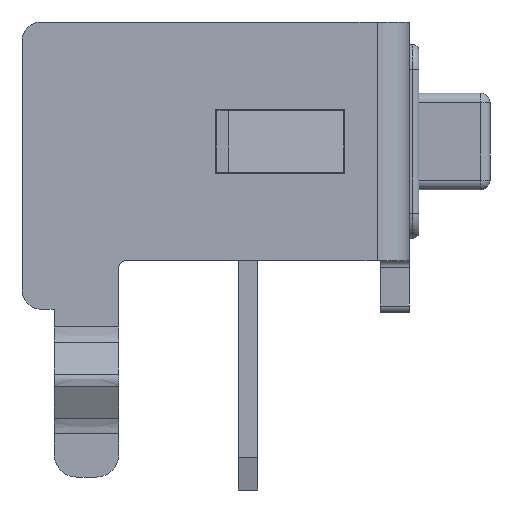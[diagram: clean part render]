
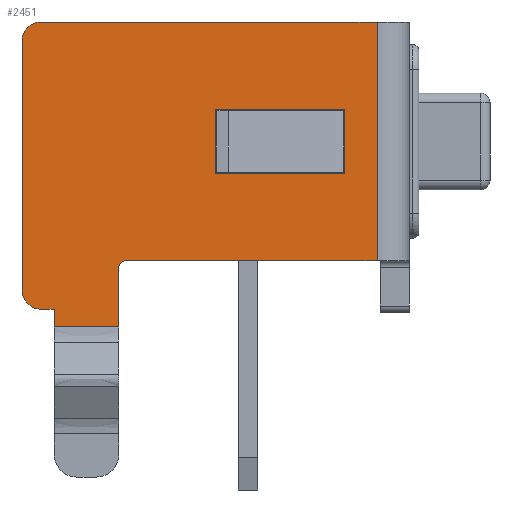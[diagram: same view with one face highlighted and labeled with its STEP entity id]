
A CAD part, left-side view. The second image highlights one B-rep face of the part: STEP entity #2451.
In plain terms, the highlighted planar face has unit normal (-1, 0, 0).
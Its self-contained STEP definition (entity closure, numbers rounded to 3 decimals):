
#27 = DIRECTION ( 'NONE',  ( 0., 0., -1. ) ) ;
#449 = VECTOR ( 'NONE', #641, 1000. ) ;
#468 = VERTEX_POINT ( 'NONE', #3123 ) ;
#469 = DIRECTION ( 'NONE',  ( 0., 0., -1. ) ) ;
#509 = DIRECTION ( 'NONE',  ( 1., 0., 0. ) ) ;
#641 = DIRECTION ( 'NONE',  ( 0., 0., 1. ) ) ;
#860 = EDGE_CURVE ( 'NONE', #10380, #468, #10220, .T. ) ;
#924 = CARTESIAN_POINT ( 'NONE',  ( -3.65, 3.2, 4.15 ) ) ;
#1017 = ORIENTED_EDGE ( 'NONE', *, *, #860, .T. ) ;
#1235 = ORIENTED_EDGE ( 'NONE', *, *, #9839, .F. ) ;
#1478 = PLANE ( 'NONE',  #13644 ) ;
#1584 = VECTOR ( 'NONE', #12312, 1000. ) ;
#1657 = CARTESIAN_POINT ( 'NONE',  ( -3.65, 3.5, 0. ) ) ;
#1668 = LINE ( 'NONE', #1934, #4171 ) ;
#1934 = CARTESIAN_POINT ( 'NONE',  ( -3.65, 0.5, 2.1 ) ) ;
#1958 = DIRECTION ( 'NONE',  ( 0., 0., -1. ) ) ;
#2062 = VECTOR ( 'NONE', #5184, 1000. ) ;
#2161 = DIRECTION ( 'NONE',  ( 0., 1., 0. ) ) ;
#2199 = ORIENTED_EDGE ( 'NONE', *, *, #8265, .F. ) ;
#2207 = VERTEX_POINT ( 'NONE', #12182 ) ;
#2279 = EDGE_CURVE ( 'NONE', #8654, #5277, #12500, .T. ) ;
#2430 = DIRECTION ( 'NONE',  ( 0., -1., 0. ) ) ;
#2435 = DIRECTION ( 'NONE',  ( 0., 0., 1. ) ) ;
#2451 = ADVANCED_FACE ( 'NONE', ( #12147, #6544 ), #1478, .F. ) ;
#2746 = DIRECTION ( 'NONE',  ( 0., 1., 0. ) ) ;
#3033 = CARTESIAN_POINT ( 'NONE',  ( -3.65, 3.5, 4.15 ) ) ;
#3123 = CARTESIAN_POINT ( 'NONE',  ( -3.65, 2., 0.65 ) ) ;
#3275 = CARTESIAN_POINT ( 'NONE',  ( -3.65, 0.5, 3.1 ) ) ;
#3290 = CARTESIAN_POINT ( 'NONE',  ( -3.65, 1.9, 0.75 ) ) ;
#3372 = VERTEX_POINT ( 'NONE', #4642 ) ;
#3537 = LINE ( 'NONE', #12686, #6334 ) ;
#3562 = LINE ( 'NONE', #10151, #449 ) ;
#3592 = VERTEX_POINT ( 'NONE', #4116 ) ;
#3652 = CARTESIAN_POINT ( 'NONE',  ( -3.65, -1.5, 3.1 ) ) ;
#3792 = VECTOR ( 'NONE', #4690, 1000. ) ;
#3933 = ORIENTED_EDGE ( 'NONE', *, *, #6465, .T. ) ;
#4106 = CARTESIAN_POINT ( 'NONE',  ( -3.65, 3., -0.275 ) ) ;
#4116 = CARTESIAN_POINT ( 'NONE',  ( -3.65, -1.5, 2.1 ) ) ;
#4171 = VECTOR ( 'NONE', #7255, 1000. ) ;
#4223 = EDGE_CURVE ( 'NONE', #10380, #8300, #10321, .T. ) ;
#4233 = DIRECTION ( 'NONE',  ( 0., 0., 1. ) ) ;
#4327 = CARTESIAN_POINT ( 'NONE',  ( -3.65, 3.2, 0.3 ) ) ;
#4341 = ORIENTED_EDGE ( 'NONE', *, *, #12629, .T. ) ;
#4387 = CARTESIAN_POINT ( 'NONE',  ( -3.65, -2., 0.75 ) ) ;
#4472 = VERTEX_POINT ( 'NONE', #8826 ) ;
#4642 = CARTESIAN_POINT ( 'NONE',  ( -3.65, -2., 4.45 ) ) ;
#4690 = DIRECTION ( 'NONE',  ( 0., 0., 1. ) ) ;
#4745 = CARTESIAN_POINT ( 'NONE',  ( -3.65, 3., -0.275 ) ) ;
#4751 = LINE ( 'NONE', #9812, #10025 ) ;
#4963 = LINE ( 'NONE', #3275, #13053 ) ;
#5008 = VERTEX_POINT ( 'NONE', #8071 ) ;
#5184 = DIRECTION ( 'NONE',  ( 0., 1., 0. ) ) ;
#5187 = CARTESIAN_POINT ( 'NONE',  ( -3.65, 3., 0. ) ) ;
#5277 = VERTEX_POINT ( 'NONE', #4387 ) ;
#5402 = EDGE_CURVE ( 'NONE', #13449, #11266, #8037, .T. ) ;
#5408 = DIRECTION ( 'NONE',  ( 0., 0., -1. ) ) ;
#5897 = ORIENTED_EDGE ( 'NONE', *, *, #9216, .F. ) ;
#5997 = CARTESIAN_POINT ( 'NONE',  ( -3.65, -2.5, 0.75 ) ) ;
#6032 = VECTOR ( 'NONE', #11509, 1000. ) ;
#6091 = ORIENTED_EDGE ( 'NONE', *, *, #4223, .F. ) ;
#6334 = VECTOR ( 'NONE', #4233, 1000. ) ;
#6465 = EDGE_CURVE ( 'NONE', #2207, #6571, #10167, .T. ) ;
#6510 = EDGE_LOOP ( 'NONE', ( #10936, #8562, #6515, #2199, #6091, #1017, #4341, #11737, #10949, #1235, #3933 ) ) ;
#6515 = ORIENTED_EDGE ( 'NONE', *, *, #5402, .F. ) ;
#6544 = FACE_OUTER_BOUND ( 'NONE', #6510, .T. ) ;
#6571 = VERTEX_POINT ( 'NONE', #3033 ) ;
#6612 = EDGE_CURVE ( 'NONE', #6571, #4472, #8543, .T. ) ;
#6638 = EDGE_LOOP ( 'NONE', ( #12809, #7054, #5897, #12419 ) ) ;
#6746 = DIRECTION ( 'NONE',  ( 1., 0., 0. ) ) ;
#6781 = CARTESIAN_POINT ( 'NONE',  ( -3.65, -2.5, 4.45 ) ) ;
#7054 = ORIENTED_EDGE ( 'NONE', *, *, #10245, .F. ) ;
#7185 = AXIS2_PLACEMENT_3D ( 'NONE', #924, #8309, #1958 ) ;
#7253 = EDGE_CURVE ( 'NONE', #3592, #11130, #3537, .T. ) ;
#7255 = DIRECTION ( 'NONE',  ( 0., -1., 0. ) ) ;
#7310 = EDGE_CURVE ( 'NONE', #4472, #11266, #13444, .T. ) ;
#7513 = CIRCLE ( 'NONE', #12586, 0.1 ) ;
#7875 = DIRECTION ( 'NONE',  ( 0., 0., -1. ) ) ;
#8037 = LINE ( 'NONE', #1657, #13325 ) ;
#8071 = CARTESIAN_POINT ( 'NONE',  ( -3.65, 0.5, 3.1 ) ) ;
#8265 = EDGE_CURVE ( 'NONE', #8300, #13449, #11875, .T. ) ;
#8300 = VERTEX_POINT ( 'NONE', #12107 ) ;
#8309 = DIRECTION ( 'NONE',  ( -1., 0., 0. ) ) ;
#8543 = LINE ( 'NONE', #12652, #11014 ) ;
#8562 = ORIENTED_EDGE ( 'NONE', *, *, #7310, .T. ) ;
#8654 = VERTEX_POINT ( 'NONE', #3290 ) ;
#8826 = CARTESIAN_POINT ( 'NONE',  ( -3.65, 3.5, 0.3 ) ) ;
#8862 = LINE ( 'NONE', #10449, #6032 ) ;
#9154 = CARTESIAN_POINT ( 'NONE',  ( -3.65, 3.2, 0. ) ) ;
#9216 = EDGE_CURVE ( 'NONE', #11130, #5008, #4963, .T. ) ;
#9615 = CARTESIAN_POINT ( 'NONE',  ( -3.65, 2., -0.275 ) ) ;
#9812 = CARTESIAN_POINT ( 'NONE',  ( -3.65, -2.5, 4.45 ) ) ;
#9839 = EDGE_CURVE ( 'NONE', #2207, #3372, #4751, .T. ) ;
#10025 = VECTOR ( 'NONE', #2430, 1000. ) ;
#10151 = CARTESIAN_POINT ( 'NONE',  ( -3.65, -2., 4.45 ) ) ;
#10167 = CIRCLE ( 'NONE', #7185, 0.3 ) ;
#10220 = LINE ( 'NONE', #11920, #12699 ) ;
#10245 = EDGE_CURVE ( 'NONE', #5008, #12249, #8862, .T. ) ;
#10321 = LINE ( 'NONE', #4106, #2062 ) ;
#10380 = VERTEX_POINT ( 'NONE', #9615 ) ;
#10449 = CARTESIAN_POINT ( 'NONE',  ( -3.65, 0.5, 2.1 ) ) ;
#10852 = AXIS2_PLACEMENT_3D ( 'NONE', #4327, #11712, #5408 ) ;
#10936 = ORIENTED_EDGE ( 'NONE', *, *, #6612, .T. ) ;
#10949 = ORIENTED_EDGE ( 'NONE', *, *, #12093, .T. ) ;
#11014 = VECTOR ( 'NONE', #27, 1000. ) ;
#11130 = VERTEX_POINT ( 'NONE', #3652 ) ;
#11266 = VERTEX_POINT ( 'NONE', #9154 ) ;
#11433 = CARTESIAN_POINT ( 'NONE',  ( -3.65, 0.5, 2.1 ) ) ;
#11509 = DIRECTION ( 'NONE',  ( 0., 0., -1. ) ) ;
#11712 = DIRECTION ( 'NONE',  ( -1., 0., 0. ) ) ;
#11737 = ORIENTED_EDGE ( 'NONE', *, *, #2279, .T. ) ;
#11875 = LINE ( 'NONE', #4745, #3792 ) ;
#11920 = CARTESIAN_POINT ( 'NONE',  ( -3.65, 2., 0. ) ) ;
#12093 = EDGE_CURVE ( 'NONE', #5277, #3372, #3562, .T. ) ;
#12107 = CARTESIAN_POINT ( 'NONE',  ( -3.65, 3., -0.275 ) ) ;
#12147 = FACE_BOUND ( 'NONE', #6638, .T. ) ;
#12182 = CARTESIAN_POINT ( 'NONE',  ( -3.65, 3.2, 4.45 ) ) ;
#12249 = VERTEX_POINT ( 'NONE', #11433 ) ;
#12312 = DIRECTION ( 'NONE',  ( 0., -1., 0. ) ) ;
#12419 = ORIENTED_EDGE ( 'NONE', *, *, #7253, .F. ) ;
#12500 = LINE ( 'NONE', #5997, #1584 ) ;
#12586 = AXIS2_PLACEMENT_3D ( 'NONE', #13096, #6746, #469 ) ;
#12629 = EDGE_CURVE ( 'NONE', #468, #8654, #7513, .T. ) ;
#12652 = CARTESIAN_POINT ( 'NONE',  ( -3.65, 3.5, 4.45 ) ) ;
#12686 = CARTESIAN_POINT ( 'NONE',  ( -3.65, -1.5, 2.1 ) ) ;
#12699 = VECTOR ( 'NONE', #2435, 1000. ) ;
#12809 = ORIENTED_EDGE ( 'NONE', *, *, #12904, .F. ) ;
#12904 = EDGE_CURVE ( 'NONE', #12249, #3592, #1668, .T. ) ;
#13053 = VECTOR ( 'NONE', #2161, 1000. ) ;
#13096 = CARTESIAN_POINT ( 'NONE',  ( -3.65, 1.9, 0.65 ) ) ;
#13325 = VECTOR ( 'NONE', #2746, 1000. ) ;
#13444 = CIRCLE ( 'NONE', #10852, 0.3 ) ;
#13449 = VERTEX_POINT ( 'NONE', #5187 ) ;
#13644 = AXIS2_PLACEMENT_3D ( 'NONE', #6781, #509, #7875 ) ;
